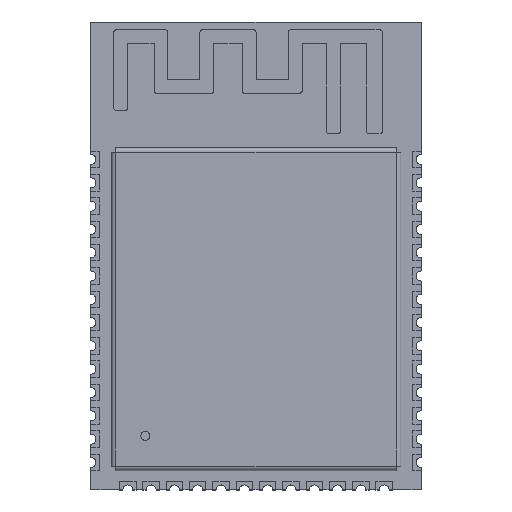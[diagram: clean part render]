
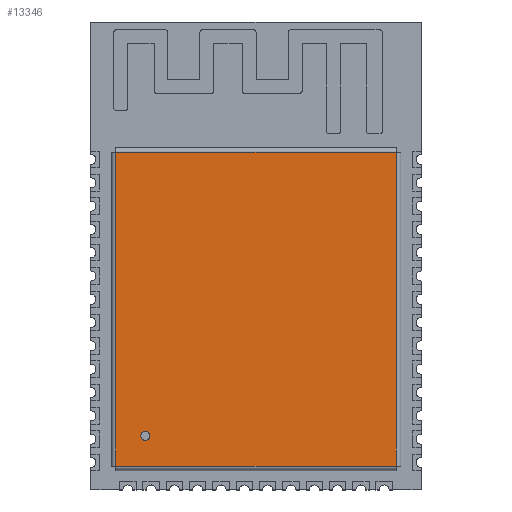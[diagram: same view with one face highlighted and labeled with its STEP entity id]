
A CAD part, top view. The second image highlights one B-rep face of the part: STEP entity #13346.
In plain terms, the highlighted planar face has unit normal (0, 0, 1).
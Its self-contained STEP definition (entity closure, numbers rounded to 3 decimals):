
#548 = EDGE_CURVE ( 'NONE', #19920, #44180, #28028, .T. ) ;
#1318 = EDGE_CURVE ( 'NONE', #3347, #33665, #19264, .T. ) ;
#3347 = VERTEX_POINT ( 'NONE', #11974 ) ;
#3392 = CIRCLE ( 'NONE', #44435, 0.25 ) ;
#4378 = VECTOR ( 'NONE', #13659, 1000. ) ;
#7409 = ORIENTED_EDGE ( 'NONE', *, *, #45873, .T. ) ;
#7750 = PLANE ( 'NONE',  #22332 ) ;
#8858 = DIRECTION ( 'NONE',  ( 0., 0., 1. ) ) ;
#11974 = CARTESIAN_POINT ( 'NONE',  ( 7.65, 8.55, 2.3 ) ) ;
#13346 = ADVANCED_FACE ( 'NONE', ( #35893, #21072 ), #7750, .T. ) ;
#13602 = DIRECTION ( 'NONE',  ( 1., 0., 0. ) ) ;
#13659 = DIRECTION ( 'NONE',  ( 0., 1., 0. ) ) ;
#15509 = ORIENTED_EDGE ( 'NONE', *, *, #1318, .T. ) ;
#15537 = DIRECTION ( 'NONE',  ( 1., 0., 0. ) ) ;
#18308 = ORIENTED_EDGE ( 'NONE', *, *, #64291, .T. ) ;
#19097 = CARTESIAN_POINT ( 'NONE',  ( -7.65, -8.8, 2.3 ) ) ;
#19264 = LINE ( 'NONE', #72182, #64114 ) ;
#19920 = VERTEX_POINT ( 'NONE', #30374 ) ;
#20070 = EDGE_CURVE ( 'NONE', #55615, #72000, #25293, .T. ) ;
#20649 = CARTESIAN_POINT ( 'NONE',  ( 7.9, -8.55, 2.3 ) ) ;
#21072 = FACE_OUTER_BOUND ( 'NONE', #24612, .T. ) ;
#22332 = AXIS2_PLACEMENT_3D ( 'NONE', #26104, #31961, #55711 ) ;
#24612 = EDGE_LOOP ( 'NONE', ( #15509, #7409, #72755, #18308 ) ) ;
#25293 = LINE ( 'NONE', #20649, #39145 ) ;
#26104 = CARTESIAN_POINT ( 'NONE',  ( 0., 0., 2.3 ) ) ;
#28028 = CIRCLE ( 'NONE', #37985, 0.25 ) ;
#30374 = CARTESIAN_POINT ( 'NONE',  ( -6.28, -6.91, 2.3 ) ) ;
#31338 = DIRECTION ( 'NONE',  ( -1., 0., 0. ) ) ;
#31961 = DIRECTION ( 'NONE',  ( 0., 0., 1. ) ) ;
#32669 = DIRECTION ( 'NONE',  ( 1., 0., 0. ) ) ;
#33665 = VERTEX_POINT ( 'NONE', #38789 ) ;
#34610 = ORIENTED_EDGE ( 'NONE', *, *, #548, .F. ) ;
#35893 = FACE_BOUND ( 'NONE', #38798, .T. ) ;
#37026 = DIRECTION ( 'NONE',  ( 0., -1., 0. ) ) ;
#37985 = AXIS2_PLACEMENT_3D ( 'NONE', #69294, #74702, #15537 ) ;
#38568 = ORIENTED_EDGE ( 'NONE', *, *, #65887, .F. ) ;
#38789 = CARTESIAN_POINT ( 'NONE',  ( -7.65, 8.55, 2.3 ) ) ;
#38798 = EDGE_LOOP ( 'NONE', ( #38568, #34610 ) ) ;
#39145 = VECTOR ( 'NONE', #13602, 1000. ) ;
#43746 = CARTESIAN_POINT ( 'NONE',  ( -7.65, -8.55, 2.3 ) ) ;
#44180 = VERTEX_POINT ( 'NONE', #56934 ) ;
#44343 = CARTESIAN_POINT ( 'NONE',  ( -6.03, -6.91, 2.3 ) ) ;
#44435 = AXIS2_PLACEMENT_3D ( 'NONE', #44343, #8858, #32669 ) ;
#45873 = EDGE_CURVE ( 'NONE', #33665, #55615, #73561, .T. ) ;
#55615 = VERTEX_POINT ( 'NONE', #43746 ) ;
#55711 = DIRECTION ( 'NONE',  ( 1., 0., 0. ) ) ;
#56934 = CARTESIAN_POINT ( 'NONE',  ( -5.78, -6.91, 2.3 ) ) ;
#60422 = CARTESIAN_POINT ( 'NONE',  ( 7.65, 8.8, 2.3 ) ) ;
#60800 = LINE ( 'NONE', #60422, #4378 ) ;
#64114 = VECTOR ( 'NONE', #31338, 1000. ) ;
#64291 = EDGE_CURVE ( 'NONE', #72000, #3347, #60800, .T. ) ;
#65887 = EDGE_CURVE ( 'NONE', #44180, #19920, #3392, .T. ) ;
#69294 = CARTESIAN_POINT ( 'NONE',  ( -6.03, -6.91, 2.3 ) ) ;
#69702 = VECTOR ( 'NONE', #37026, 1000. ) ;
#72000 = VERTEX_POINT ( 'NONE', #76273 ) ;
#72182 = CARTESIAN_POINT ( 'NONE',  ( -7.9, 8.55, 2.3 ) ) ;
#72755 = ORIENTED_EDGE ( 'NONE', *, *, #20070, .T. ) ;
#73561 = LINE ( 'NONE', #19097, #69702 ) ;
#74702 = DIRECTION ( 'NONE',  ( 0., 0., 1. ) ) ;
#76273 = CARTESIAN_POINT ( 'NONE',  ( 7.65, -8.55, 2.3 ) ) ;
